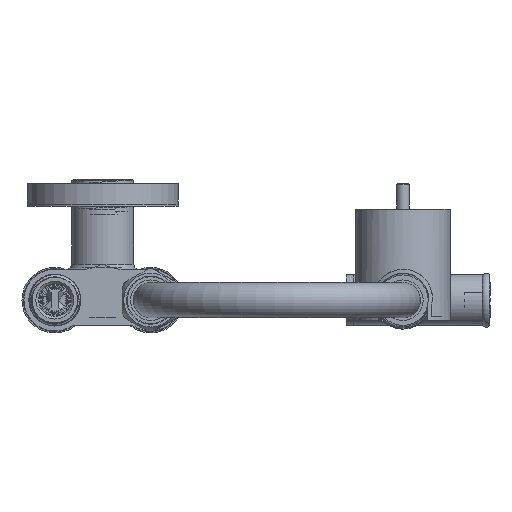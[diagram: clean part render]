
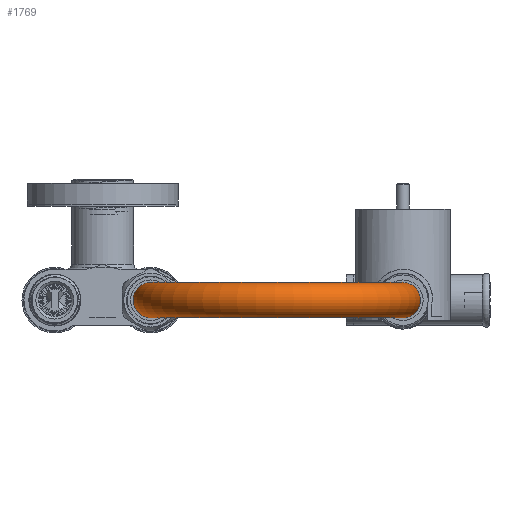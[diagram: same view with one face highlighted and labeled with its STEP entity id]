
A CAD part, front view. The second image highlights one B-rep face of the part: STEP entity #1769.
In plain terms, the highlighted toroidal (fillet/blend) face has major radius 50 mm and minor radius 7 mm.
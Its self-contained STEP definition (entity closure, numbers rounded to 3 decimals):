
#100=TOROIDAL_SURFACE('',#19600,50.,7.);
#1051=FACE_BOUND('',#4705,.T.);
#1052=FACE_BOUND('',#4706,.T.);
#1769=ADVANCED_FACE('',(#1051,#1052),#100,.T.);
#4705=EDGE_LOOP('',(#8129));
#4706=EDGE_LOOP('',(#8130));
#5929=CIRCLE('',#19587,7.);
#5934=CIRCLE('',#19596,7.);
#8129=ORIENTED_EDGE('',*,*,#14161,.T.);
#8130=ORIENTED_EDGE('',*,*,#14166,.F.);
#12100=VERTEX_POINT('',#29105);
#12105=VERTEX_POINT('',#29119);
#14161=EDGE_CURVE('',#12100,#12100,#5929,.T.);
#14166=EDGE_CURVE('',#12105,#12105,#5934,.T.);
#19587=AXIS2_PLACEMENT_3D('',#29104,#22563,#22564);
#19596=AXIS2_PLACEMENT_3D('',#29118,#22581,#22582);
#19600=AXIS2_PLACEMENT_3D('',#29124,#22589,#22590);
#22563=DIRECTION('',(0.,-1.,0.));
#22564=DIRECTION('',(0.,0.,-1.));
#22581=DIRECTION('',(0.,1.,0.));
#22582=DIRECTION('',(0.,0.,-1.));
#22589=DIRECTION('',(0.,0.,-1.));
#22590=DIRECTION('',(-1.,0.,0.));
#29104=CARTESIAN_POINT('',(119.,-840.36,0.));
#29105=CARTESIAN_POINT('',(119.,-840.36,-7.));
#29118=CARTESIAN_POINT('',(19.,-840.36,0.));
#29119=CARTESIAN_POINT('',(19.,-840.36,-7.));
#29124=CARTESIAN_POINT('',(69.,-840.36,0.));
